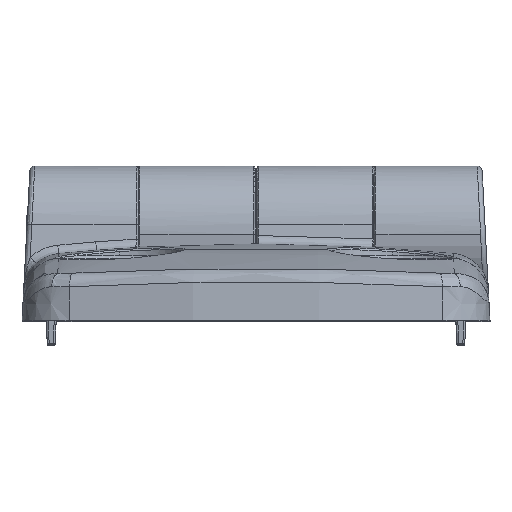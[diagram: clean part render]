
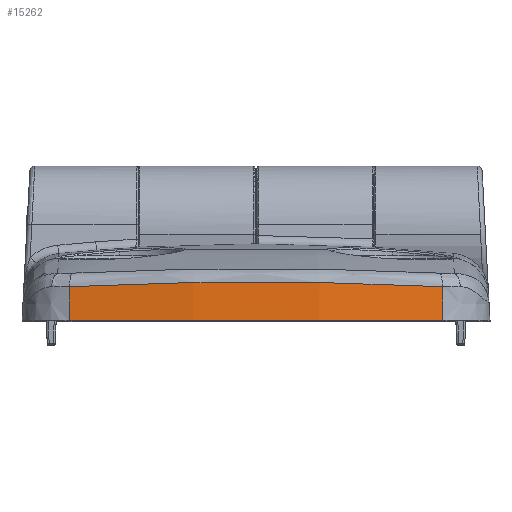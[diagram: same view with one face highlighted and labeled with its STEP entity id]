
A CAD part, top view. The second image highlights one B-rep face of the part: STEP entity #15262.
In plain terms, the highlighted conical face has half-angle 3 degrees and reference radius 100 mm.
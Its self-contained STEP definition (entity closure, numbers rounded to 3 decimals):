
#321 = CARTESIAN_POINT ( 'NONE',  ( 8.144, 3.865, 37.977 ) ) ;
#1934 = CARTESIAN_POINT ( 'NONE',  ( -19.114, 3.47, 36.471 ) ) ;
#2873 = CARTESIAN_POINT ( 'NONE',  ( 19.126, 2.313, 36.53 ) ) ;
#4517 = EDGE_CURVE ( 'NONE', #59586, #51708, #54576, .T. ) ;
#5321 = EDGE_LOOP ( 'NONE', ( #56121, #59434, #50628, #45347 ) ) ;
#5435 = CARTESIAN_POINT ( 'NONE',  ( 19.114, 3.47, 36.471 ) ) ;
#5589 = CARTESIAN_POINT ( 'NONE',  ( -12.944, 3.787, 37.658 ) ) ;
#6515 = CONICAL_SURFACE ( 'NONE', #18073, 100., 0.052 ) ;
#7191 = CARTESIAN_POINT ( 'NONE',  ( -19.126, 2.313, 36.53 ) ) ;
#7217 = CARTESIAN_POINT ( 'NONE',  ( 0., 0., -61.5 ) ) ;
#9089 = VERTEX_POINT ( 'NONE', #42009 ) ;
#9188 = EDGE_CURVE ( 'NONE', #9089, #56922, #24040, .T. ) ;
#14694 = CARTESIAN_POINT ( 'NONE',  ( 0., 0., -61.5 ) ) ;
#15262 = ADVANCED_FACE ( 'NONE', ( #21679 ), #6515, .T. ) ;
#15433 = CARTESIAN_POINT ( 'NONE',  ( 1.684, 3.941, 38.28 ) ) ;
#15750 = CARTESIAN_POINT ( 'NONE',  ( -19.114, 3.47, 36.471 ) ) ;
#16431 = EDGE_CURVE ( 'NONE', #9089, #59586, #47556, .T. ) ;
#17069 = DIRECTION ( 'NONE',  ( 0., 0., -1. ) ) ;
#18073 = AXIS2_PLACEMENT_3D ( 'NONE', #7217, #46388, #17069 ) ;
#20684 = CARTESIAN_POINT ( 'NONE',  ( -6.52, 3.945, 38.297 ) ) ;
#21679 = FACE_OUTER_BOUND ( 'NONE', #5321, .T. ) ;
#24040 = B_SPLINE_CURVE_WITH_KNOTS ( 'NONE', 3,
 ( #47924, #33141, #2873, #62726 ),
 .UNSPECIFIED., .F., .F.,
 ( 4, 4 ),
 ( 0., 1. ),
 .UNSPECIFIED. ) ;
#24670 = CARTESIAN_POINT ( 'NONE',  ( 6.541, 3.894, 38.094 ) ) ;
#25964 = CARTESIAN_POINT ( 'NONE',  ( 16.046, 3.628, 37.061 ) ) ;
#29067 = EDGE_CURVE ( 'NONE', #56922, #51708, #56136, .T. ) ;
#29613 = CARTESIAN_POINT ( 'NONE',  ( 4.119, 3.924, 38.213 ) ) ;
#30594 = CARTESIAN_POINT ( 'NONE',  ( 12.916, 3.746, 37.516 ) ) ;
#33141 = CARTESIAN_POINT ( 'NONE',  ( 19.137, 1.157, 36.59 ) ) ;
#36802 = CARTESIAN_POINT ( 'NONE',  ( -19.149, 0., 36.649 ) ) ;
#40034 = DIRECTION ( 'NONE',  ( 0., 0., -1. ) ) ;
#40774 = CARTESIAN_POINT ( 'NONE',  ( 0.464, 3.944, 38.293 ) ) ;
#40945 = CARTESIAN_POINT ( 'NONE',  ( -19.114, 3.47, 36.471 ) ) ;
#42009 = CARTESIAN_POINT ( 'NONE',  ( 19.149, 0., 36.649 ) ) ;
#45347 = ORIENTED_EDGE ( 'NONE', *, *, #16431, .F. ) ;
#46388 = DIRECTION ( 'NONE',  ( 0., -1., 0. ) ) ;
#47556 = CIRCLE ( 'NONE', #61206, 100. ) ;
#47924 = CARTESIAN_POINT ( 'NONE',  ( 19.149, 0., 36.649 ) ) ;
#49264 = DIRECTION ( 'NONE',  ( 0., -1., 0. ) ) ;
#49998 = CARTESIAN_POINT ( 'NONE',  ( 2.905, 3.936, 38.257 ) ) ;
#50628 = ORIENTED_EDGE ( 'NONE', *, *, #4517, .F. ) ;
#51589 = CARTESIAN_POINT ( 'NONE',  ( -19.137, 1.157, 36.59 ) ) ;
#51708 = VERTEX_POINT ( 'NONE', #40945 ) ;
#54576 = B_SPLINE_CURVE_WITH_KNOTS ( 'NONE', 3,
 ( #36802, #51589, #7191, #1934 ),
 .UNSPECIFIED., .F., .F.,
 ( 4, 4 ),
 ( 0., 1. ),
 .UNSPECIFIED. ) ;
#54921 = CARTESIAN_POINT ( 'NONE',  ( 19.114, 3.47, 36.471 ) ) ;
#56121 = ORIENTED_EDGE ( 'NONE', *, *, #9188, .T. ) ;
#56136 = B_SPLINE_CURVE_WITH_KNOTS ( 'NONE', 3,
 ( #54921, #25964, #30594, #321, #24670, #29613, #49998, #15433, #60831, #40774, #20684, #5589, #15750 ),
 .UNSPECIFIED., .F., .F.,
 ( 4, 2, 2, 1, 2, 2, 4 ),
 ( 0., 0.25, 0.375, 0.438, 0.469, 0.5, 1. ),
 .UNSPECIFIED. ) ;
#56922 = VERTEX_POINT ( 'NONE', #5435 ) ;
#59434 = ORIENTED_EDGE ( 'NONE', *, *, #29067, .T. ) ;
#59586 = VERTEX_POINT ( 'NONE', #63200 ) ;
#60831 = CARTESIAN_POINT ( 'NONE',  ( 0.869, 3.944, 38.29 ) ) ;
#61206 = AXIS2_PLACEMENT_3D ( 'NONE', #14694, #49264, #40034 ) ;
#62726 = CARTESIAN_POINT ( 'NONE',  ( 19.114, 3.47, 36.471 ) ) ;
#63200 = CARTESIAN_POINT ( 'NONE',  ( -19.149, 0., 36.649 ) ) ;
